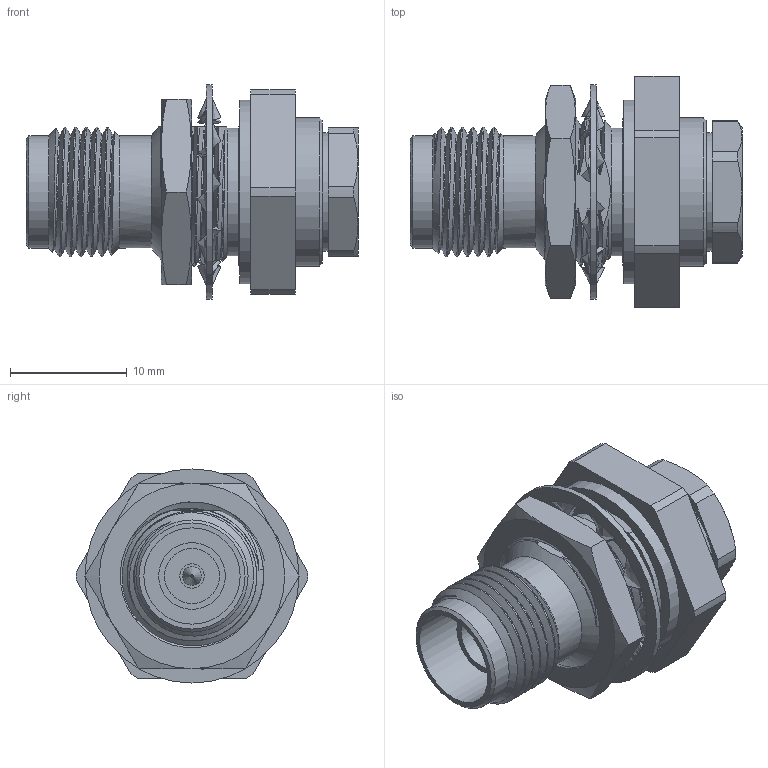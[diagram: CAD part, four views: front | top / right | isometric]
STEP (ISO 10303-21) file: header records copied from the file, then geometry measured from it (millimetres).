
FILE_DESCRIPTION (( 'STEP AP203' ), '1' );
FILE_NAME ('PE4701_3D.step', '2022-01-06T21:34:01', ( '' ), ( '' ), 'SwSTEP 2.0', 'SolidWorks 2021', '' );
FILE_SCHEMA (( 'CONFIG_CONTROL_DESIGN' ));
Length unit declared in the file: inch
Products named in the file (1): PE4701_3D
Bounding box: 28.45 x 19.81 x 18.34 mm (x, y, z)
Volume: 3290.9 mm3; surface area: 3667.1 mm2
Topology: 5 solids, 5 shells, 203 faces, 554 edges, 375 vertices
Faces by surface type: bspline 67, plane 55, cylinder 51, cone 30
Full cylindrical faces by diameter (mm): 0.889 x1, 0.914 x1, 1.27 x1, 1.61 x1, 2.083 x1, 2.362 x1, 2.692 x1, 3.2 x1, 4.699 x1, 5.715 x1, 8.255 x1, 9.6 x2, 10.16 x1, 10.957 x1, 12.682 x1, 12.7 x1, 13.716 x1, 15.748 x1, 16.238 x1, 18.339 x1
Entity records: 16056 total; most frequent: CARTESIAN_POINT 11662, ORIENTED_EDGE 1016, DIRECTION 658, EDGE_CURVE 508, VERTEX_POINT 361, EDGE_LOOP 257, AXIS2_PLACEMENT_3D 252, FACE_OUTER_BOUND 223
